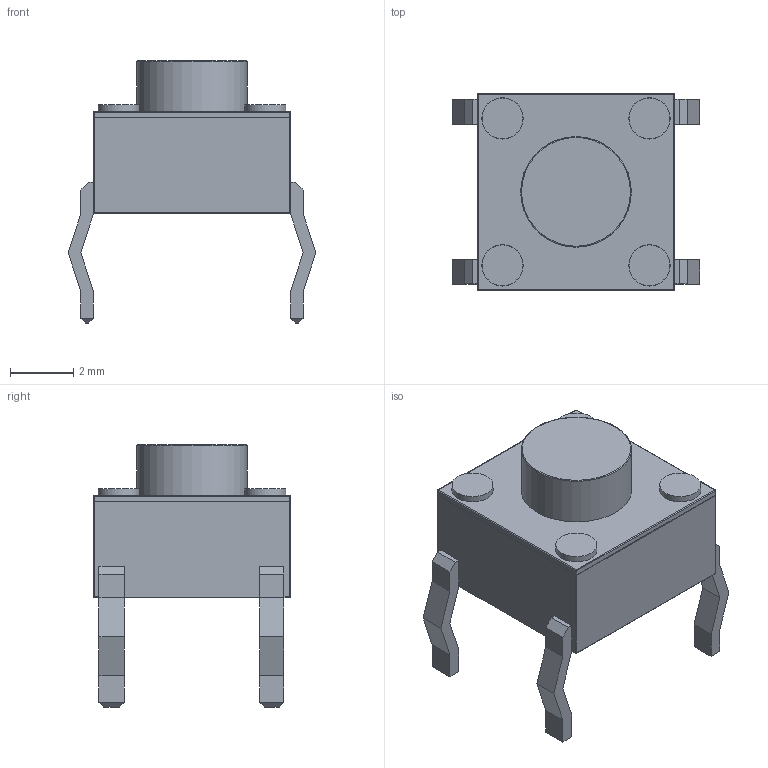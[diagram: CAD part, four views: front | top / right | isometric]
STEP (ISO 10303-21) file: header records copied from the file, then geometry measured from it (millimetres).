
FILE_DESCRIPTION(('FreeCAD Model'),'2;1');
FILE_NAME('Open CASCADE Shape Model','2021-09-26T12:35:54',('Author'),( ''),'Open CASCADE STEP processor 7.5','FreeCAD','Unknown');
FILE_SCHEMA(('AUTOMOTIVE_DESIGN { 1 0 10303 214 1 1 1 1 }'));
Length unit declared in the file: millimetre
Products named in the file (1): buttonRot
Bounding box: 7.85 x 6.25 x 8.32 mm (x, y, z)
Volume: 148.8 mm3; surface area: 223.2 mm2
Topology: 1 solids, 1 shells, 129 faces, 306 edges, 183 vertices
Faces by surface type: plane 92, cylinder 28, sphere 8, torus 1
Full cylindrical faces by diameter (mm): 1.3 x4, 1.31 x4, 3.5 x1, 3.51 x1
Entity records: 8003 total; most frequent: CARTESIAN_POINT 1350, DIRECTION 1124, LINE 727, VECTOR 727, ORIENTED_EDGE 596, PCURVE 596, DEFINITIONAL_REPRESENTATION 596, EDGE_CURVE 298
